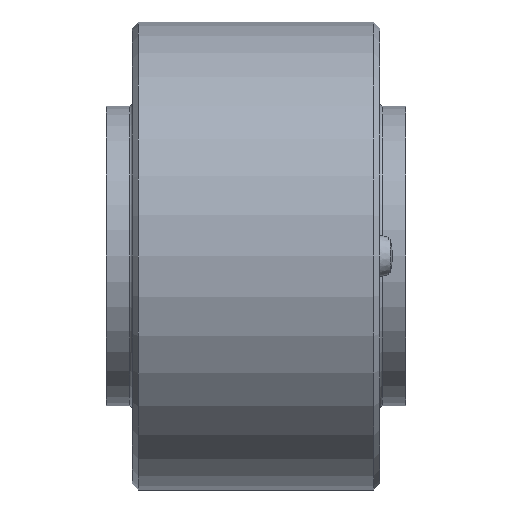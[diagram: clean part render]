
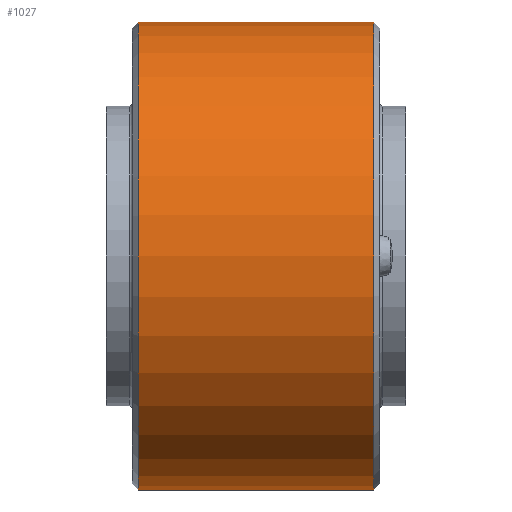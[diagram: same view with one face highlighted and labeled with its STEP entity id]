
A CAD part, front view. The second image highlights one B-rep face of the part: STEP entity #1027.
In plain terms, the highlighted cylindrical face has radius 57.15 mm (diameter 114.3 mm), a partial arc.
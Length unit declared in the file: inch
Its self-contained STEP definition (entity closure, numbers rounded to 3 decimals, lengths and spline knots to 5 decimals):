
#67 = CIRCLE ( 'NONE', #886, 2.25 ) ;
#72 = DIRECTION ( 'NONE',  ( -1., 0., 0. ) ) ;
#89 = LINE ( 'NONE', #593, #473 ) ;
#116 = EDGE_LOOP ( 'NONE', ( #1029, #171, #384, #614 ) ) ;
#132 = DIRECTION ( 'NONE',  ( -1., 0., 0. ) ) ;
#171 = ORIENTED_EDGE ( 'NONE', *, *, #381, .T. ) ;
#185 = DIRECTION ( 'NONE',  ( -1., 0., 0. ) ) ;
#219 = VERTEX_POINT ( 'NONE', #399 ) ;
#255 = FACE_OUTER_BOUND ( 'NONE', #116, .T. ) ;
#264 = CARTESIAN_POINT ( 'NONE',  ( 0.31, 0., 0. ) ) ;
#282 = DIRECTION ( 'NONE',  ( -1., 0., 0. ) ) ;
#297 = CIRCLE ( 'NONE', #749, 2.25 ) ;
#298 = VERTEX_POINT ( 'NONE', #778 ) ;
#315 = DIRECTION ( 'NONE',  ( 0., 0., 1. ) ) ;
#317 = CARTESIAN_POINT ( 'NONE',  ( 2.57, 0., 0. ) ) ;
#351 = DIRECTION ( 'NONE',  ( 0., 0., -1. ) ) ;
#381 = EDGE_CURVE ( 'NONE', #219, #928, #297, .T. ) ;
#384 = ORIENTED_EDGE ( 'NONE', *, *, #732, .T. ) ;
#399 = CARTESIAN_POINT ( 'NONE',  ( 2.57, 0., -2.25 ) ) ;
#409 = VECTOR ( 'NONE', #282, 39.37008 ) ;
#451 = EDGE_CURVE ( 'NONE', #219, #298, #1049, .T. ) ;
#465 = CARTESIAN_POINT ( 'NONE',  ( 2.57, 0., 2.25 ) ) ;
#468 = CARTESIAN_POINT ( 'NONE',  ( 0.31, 0., 2.25 ) ) ;
#473 = VECTOR ( 'NONE', #185, 39.37008 ) ;
#565 = CARTESIAN_POINT ( 'NONE',  ( 0., 0., 0. ) ) ;
#593 = CARTESIAN_POINT ( 'NONE',  ( 0., 0., 2.25 ) ) ;
#614 = ORIENTED_EDGE ( 'NONE', *, *, #721, .T. ) ;
#616 = CARTESIAN_POINT ( 'NONE',  ( 0., 0., -2.25 ) ) ;
#647 = CYLINDRICAL_SURFACE ( 'NONE', #1020, 2.25 ) ;
#721 = EDGE_CURVE ( 'NONE', #953, #298, #67, .T. ) ;
#732 = EDGE_CURVE ( 'NONE', #928, #953, #89, .T. ) ;
#749 = AXIS2_PLACEMENT_3D ( 'NONE', #317, #132, #1060 ) ;
#778 = CARTESIAN_POINT ( 'NONE',  ( 0.31, 0., -2.25 ) ) ;
#840 = DIRECTION ( 'NONE',  ( 1., 0., 0. ) ) ;
#886 = AXIS2_PLACEMENT_3D ( 'NONE', #264, #840, #351 ) ;
#928 = VERTEX_POINT ( 'NONE', #465 ) ;
#953 = VERTEX_POINT ( 'NONE', #468 ) ;
#1020 = AXIS2_PLACEMENT_3D ( 'NONE', #565, #72, #315 ) ;
#1027 = ADVANCED_FACE ( 'NONE', ( #255 ), #647, .T. ) ;
#1029 = ORIENTED_EDGE ( 'NONE', *, *, #451, .F. ) ;
#1049 = LINE ( 'NONE', #616, #409 ) ;
#1060 = DIRECTION ( 'NONE',  ( 0., 0., 1. ) ) ;
